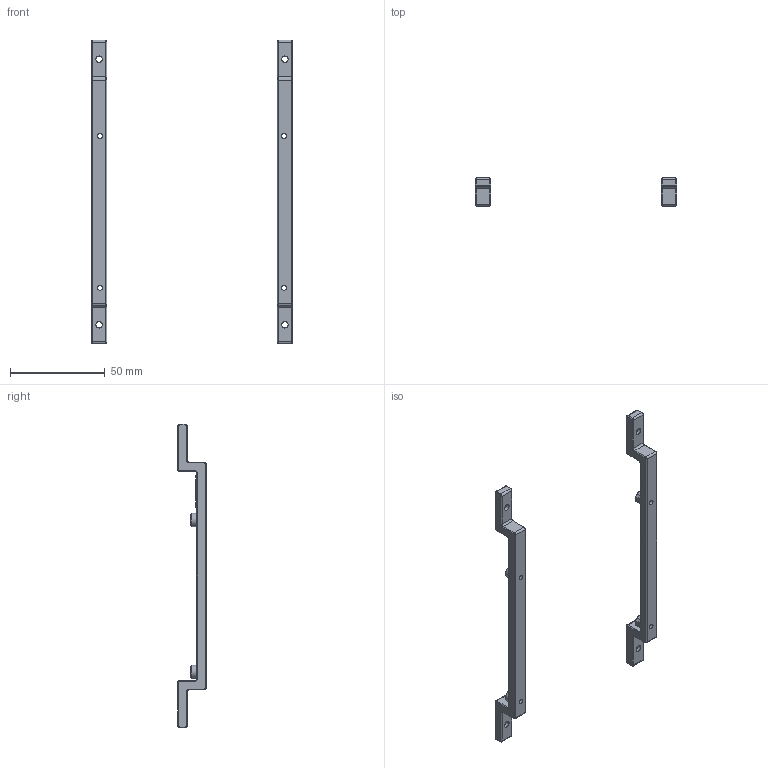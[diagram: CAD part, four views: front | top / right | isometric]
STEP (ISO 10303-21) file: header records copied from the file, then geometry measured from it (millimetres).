
FILE_DESCRIPTION(/* description */ (''),/* implementation_level */ '2;1');
FILE_NAME(/* name */ 'B-BracketB-L.stp',/* time_stamp */ '2020-10-14T12:53:24-07:00',/* author */ (''),/* organization */ (''),/* preprocessor_version */ 'ST-DEVELOPER v18.1',/* originating_system */ 'Autodesk Translation Framework v9.3.0.1241',/* authorisation */ '');
FILE_SCHEMA (('AUTOMOTIVE_DESIGN { 1 0 10303 214 3 1 1 }'));
Length unit declared in the file: millimetre
Products named in the file (1): Fysetc S6 Mount
Bounding box: 106 x 15.1 x 160 mm (x, y, z)
Volume: 14199.6 mm3; surface area: 9945.5 mm2
Topology: 2 solids, 2 shells, 288 faces, 718 edges, 436 vertices
Faces by surface type: plane 172, cone 64, cylinder 52
Full cylindrical faces by diameter (mm): 2.7 x4, 3.4 x4, 6.5 x4
Entity records: 8461 total; most frequent: DIRECTION 1468, CARTESIAN_POINT 1459, ORIENTED_EDGE 1436, EDGE_CURVE 718, LINE 530, VECTOR 530, AXIS2_PLACEMENT_3D 469, VERTEX_POINT 436
